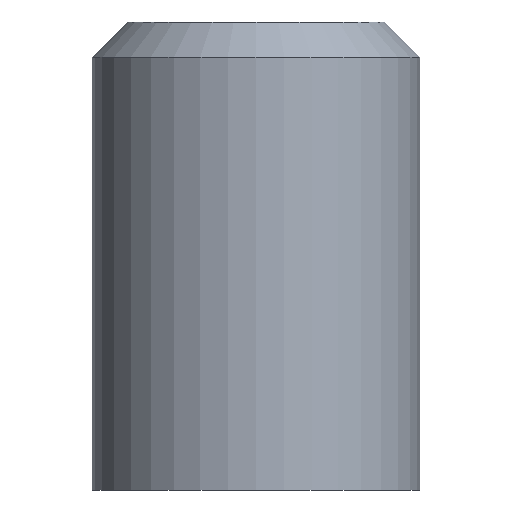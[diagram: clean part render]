
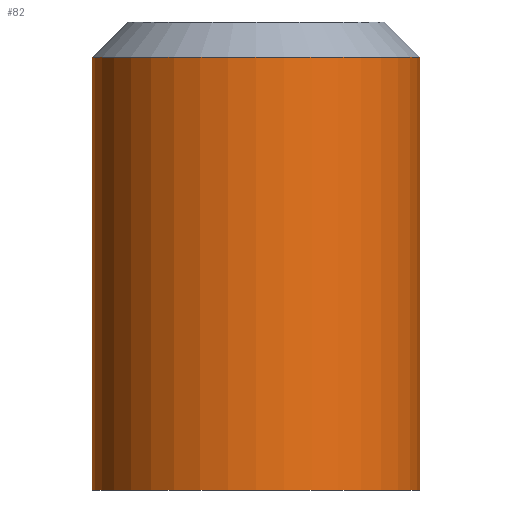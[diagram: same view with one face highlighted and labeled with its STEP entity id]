
A CAD part, front view. The second image highlights one B-rep face of the part: STEP entity #82.
In plain terms, the highlighted cylindrical face has radius 14 mm (diameter 28 mm), a partial arc.
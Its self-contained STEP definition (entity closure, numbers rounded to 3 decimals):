
#7 = DIRECTION ( 'NONE',  ( -1., 0., 0. ) ) ;
#11 = EDGE_CURVE ( 'NONE', #209, #153, #126, .T. ) ;
#12 = DIRECTION ( 'NONE',  ( 0., 0., 1. ) ) ;
#15 = LINE ( 'NONE', #186, #85 ) ;
#18 = AXIS2_PLACEMENT_3D ( 'NONE', #93, #63, #7 ) ;
#21 = VECTOR ( 'NONE', #83, 1000. ) ;
#25 = DIRECTION ( 'NONE',  ( 0., 0., -1. ) ) ;
#26 = CARTESIAN_POINT ( 'NONE',  ( -14., 0., 0. ) ) ;
#40 = ORIENTED_EDGE ( 'NONE', *, *, #11, .T. ) ;
#44 = CYLINDRICAL_SURFACE ( 'NONE', #18, 14. ) ;
#57 = ORIENTED_EDGE ( 'NONE', *, *, #169, .F. ) ;
#62 = VERTEX_POINT ( 'NONE', #26 ) ;
#63 = DIRECTION ( 'NONE',  ( 0., 0., -1. ) ) ;
#71 = CARTESIAN_POINT ( 'NONE',  ( 0., 0., 0. ) ) ;
#77 = AXIS2_PLACEMENT_3D ( 'NONE', #71, #12, #100 ) ;
#82 = ADVANCED_FACE ( 'NONE', ( #141 ), #44, .T. ) ;
#83 = DIRECTION ( 'NONE',  ( 0., 0., -1. ) ) ;
#85 = VECTOR ( 'NONE', #203, 1000. ) ;
#89 = DIRECTION ( 'NONE',  ( 1., 0., 0. ) ) ;
#93 = CARTESIAN_POINT ( 'NONE',  ( 0., 0., 40. ) ) ;
#96 = CARTESIAN_POINT ( 'NONE',  ( 14., 0., 40. ) ) ;
#100 = DIRECTION ( 'NONE',  ( 1., 0., 0. ) ) ;
#121 = EDGE_LOOP ( 'NONE', ( #57, #40, #122, #212 ) ) ;
#122 = ORIENTED_EDGE ( 'NONE', *, *, #213, .T. ) ;
#126 = CIRCLE ( 'NONE', #207, 14. ) ;
#141 = FACE_OUTER_BOUND ( 'NONE', #121, .T. ) ;
#142 = CIRCLE ( 'NONE', #77, 14. ) ;
#143 = CARTESIAN_POINT ( 'NONE',  ( 14., 0., 37. ) ) ;
#148 = LINE ( 'NONE', #96, #21 ) ;
#153 = VERTEX_POINT ( 'NONE', #224 ) ;
#160 = CARTESIAN_POINT ( 'NONE',  ( 14., 0., 0. ) ) ;
#169 = EDGE_CURVE ( 'NONE', #209, #192, #148, .T. ) ;
#176 = CARTESIAN_POINT ( 'NONE',  ( 0., 0., 37. ) ) ;
#177 = EDGE_CURVE ( 'NONE', #62, #192, #142, .T. ) ;
#186 = CARTESIAN_POINT ( 'NONE',  ( -14., 0., 40. ) ) ;
#192 = VERTEX_POINT ( 'NONE', #160 ) ;
#203 = DIRECTION ( 'NONE',  ( 0., 0., -1. ) ) ;
#207 = AXIS2_PLACEMENT_3D ( 'NONE', #176, #25, #89 ) ;
#209 = VERTEX_POINT ( 'NONE', #143 ) ;
#212 = ORIENTED_EDGE ( 'NONE', *, *, #177, .T. ) ;
#213 = EDGE_CURVE ( 'NONE', #153, #62, #15, .T. ) ;
#224 = CARTESIAN_POINT ( 'NONE',  ( -14., 0., 37. ) ) ;
